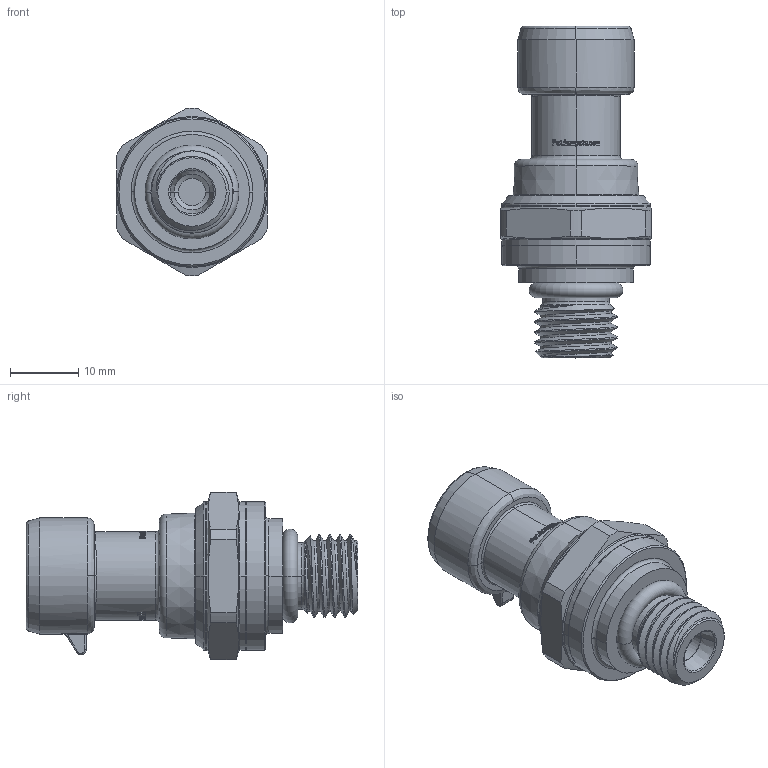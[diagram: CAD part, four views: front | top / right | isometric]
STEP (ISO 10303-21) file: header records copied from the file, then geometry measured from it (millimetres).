
FILE_DESCRIPTION((''),'2;1');
FILE_NAME('AM1_SW0001','2019-06-10T12:58:45',('H260800'),(''),'CREO PARAMETRIC BY PTC INC, 2017380','CREO PARAMETRIC BY PTC INC, 2017380','');
FILE_SCHEMA(('CONFIG_CONTROL_DESIGN'));
Length unit declared in the file: millimetre
Products named in the file (1): AM1_SW0001
Bounding box: 22 x 48.48 x 24.49 mm (x, y, z)
Volume: 8332.3 mm3; surface area: 4570.2 mm2
Topology: 1 solids, 1 shells, 951 faces, 2578 edges, 1672 vertices
Faces by surface type: plane 619, extrusion 87, bspline 79, cylinder 73, cone 55, torus 38
Entity records: 39954 total; most frequent: CARTESIAN_POINT 18098, ORIENTED_EDGE 5152, DIRECTION 3574, EDGE_CURVE 2576, VERTEX_POINT 1671, AXIS2_PLACEMENT_3D 1232, B_SPLINE_CURVE_WITH_KNOTS 1193, VECTOR 1110
